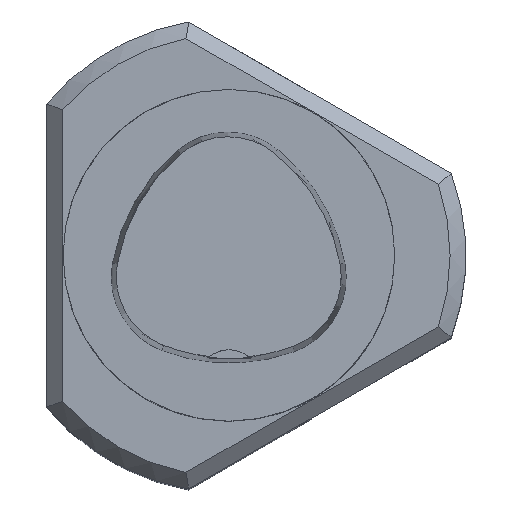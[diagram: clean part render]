
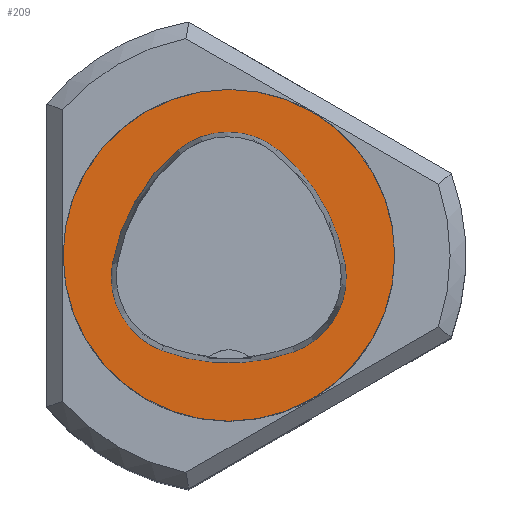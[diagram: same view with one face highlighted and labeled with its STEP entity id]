
A CAD part, top view. The second image highlights one B-rep face of the part: STEP entity #209.
In plain terms, the highlighted planar face has unit normal (0, 0, 1).
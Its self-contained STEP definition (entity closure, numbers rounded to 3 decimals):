
#48=PLANE('',#1698);
#209=ADVANCED_FACE('',(#432,#433),#48,.T.);
#337=CIRCLE('',#1670,31.5);
#338=CIRCLE('',#1676,36.);
#340=CIRCLE('',#1679,15.);
#342=CIRCLE('',#1682,36.);
#344=CIRCLE('',#1685,15.);
#347=CIRCLE('',#1689,36.);
#350=CIRCLE('',#1693,15.);
#432=FACE_BOUND('',#537,.T.);
#433=FACE_BOUND('',#538,.T.);
#537=EDGE_LOOP('',(#750,#751,#752,#753,#754,#755));
#538=EDGE_LOOP('',(#756));
#750=ORIENTED_EDGE('',*,*,#1282,.F.);
#751=ORIENTED_EDGE('',*,*,#1277,.F.);
#752=ORIENTED_EDGE('',*,*,#1272,.F.);
#753=ORIENTED_EDGE('',*,*,#1269,.F.);
#754=ORIENTED_EDGE('',*,*,#1266,.F.);
#755=ORIENTED_EDGE('',*,*,#1262,.F.);
#756=ORIENTED_EDGE('',*,*,#1253,.T.);
#1105=VERTEX_POINT('',#2413);
#1114=VERTEX_POINT('',#2432);
#1115=VERTEX_POINT('',#2433);
#1118=VERTEX_POINT('',#2441);
#1120=VERTEX_POINT('',#2447);
#1122=VERTEX_POINT('',#2453);
#1126=VERTEX_POINT('',#2466);
#1253=EDGE_CURVE('',#1105,#1105,#337,.T.);
#1262=EDGE_CURVE('',#1114,#1115,#338,.T.);
#1266=EDGE_CURVE('',#1115,#1118,#340,.T.);
#1269=EDGE_CURVE('',#1118,#1120,#342,.T.);
#1272=EDGE_CURVE('',#1120,#1122,#344,.T.);
#1277=EDGE_CURVE('',#1122,#1126,#347,.T.);
#1282=EDGE_CURVE('',#1126,#1114,#350,.T.);
#1670=AXIS2_PLACEMENT_3D('',#2412,#1898,#1899);
#1676=AXIS2_PLACEMENT_3D('',#2431,#1914,#1915);
#1679=AXIS2_PLACEMENT_3D('',#2440,#1922,#1923);
#1682=AXIS2_PLACEMENT_3D('',#2446,#1929,#1930);
#1685=AXIS2_PLACEMENT_3D('',#2452,#1936,#1937);
#1689=AXIS2_PLACEMENT_3D('',#2465,#1945,#1946);
#1693=AXIS2_PLACEMENT_3D('',#2478,#1954,#1955);
#1698=AXIS2_PLACEMENT_3D('',#2483,#1964,#1965);
#1898=DIRECTION('',(0.,0.,1.));
#1899=DIRECTION('',(1.,0.,0.));
#1914=DIRECTION('',(0.,0.,1.));
#1915=DIRECTION('',(1.,0.,0.));
#1922=DIRECTION('',(0.,0.,1.));
#1923=DIRECTION('',(1.,0.,0.));
#1929=DIRECTION('',(0.,0.,1.));
#1930=DIRECTION('',(1.,0.,0.));
#1936=DIRECTION('',(0.,0.,1.));
#1937=DIRECTION('',(1.,0.,0.));
#1945=DIRECTION('',(0.,0.,1.));
#1946=DIRECTION('',(1.,0.,0.));
#1954=DIRECTION('',(0.,0.,1.));
#1955=DIRECTION('',(1.,0.,0.));
#1964=DIRECTION('',(0.,0.,1.));
#1965=DIRECTION('',(1.,0.,0.));
#2412=CARTESIAN_POINT('',(0.,0.,0.));
#2413=CARTESIAN_POINT('',(31.5,0.,0.));
#2431=CARTESIAN_POINT('',(-13.398,-7.893,0.));
#2432=CARTESIAN_POINT('',(22.041,-1.562,0.));
#2433=CARTESIAN_POINT('',(9.317,20.036,0.));
#2440=CARTESIAN_POINT('',(-0.148,8.399,0.));
#2441=CARTESIAN_POINT('',(-9.779,19.898,0.));
#2446=CARTESIAN_POINT('',(13.337,-7.7,0.));
#2447=CARTESIAN_POINT('',(-22.122,-1.48,0.));
#2452=CARTESIAN_POINT('',(-7.347,-4.071,0.));
#2453=CARTESIAN_POINT('',(-12.693,-18.087,0.));
#2465=CARTESIAN_POINT('',(0.137,15.55,0.));
#2466=CARTESIAN_POINT('',(12.373,-18.307,0.));
#2478=CARTESIAN_POINT('',(7.275,-4.2,0.));
#2483=CARTESIAN_POINT('',(0.,0.,0.));
